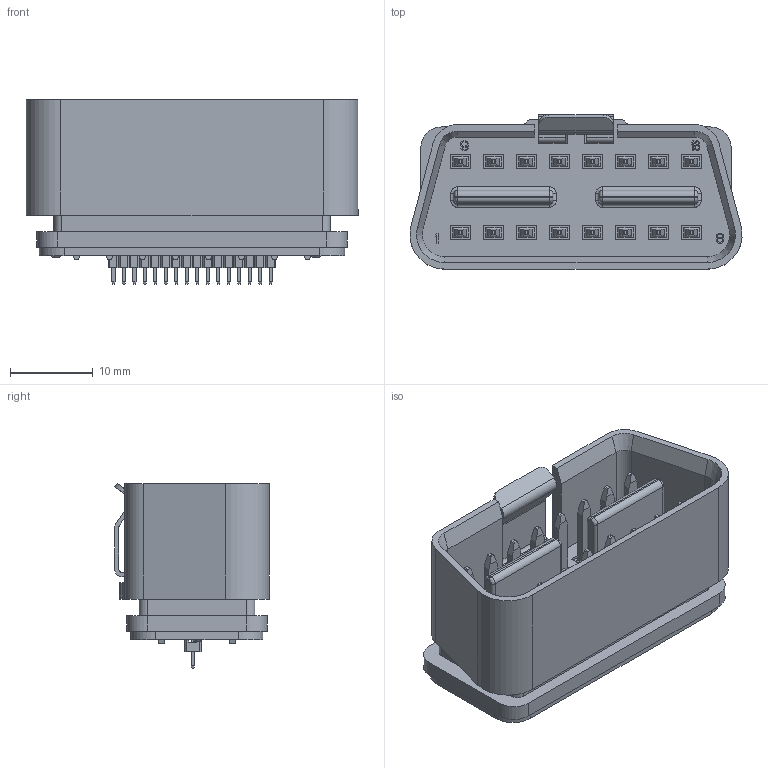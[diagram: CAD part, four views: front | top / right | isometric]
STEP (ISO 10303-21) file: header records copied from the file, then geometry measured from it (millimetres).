
FILE_DESCRIPTION((''),'2;1');
FILE_NAME('OBDXX_ASM','2024-09-19T',('gongchengVI'),(''),'PRO/ENGINEER BY PARAMETRIC TECHNOLOGY CORPORATION, 2010280','PRO/ENGINEER BY PARAMETRIC TECHNOLOGY CORPORATION, 2010280','');
FILE_SCHEMA(('CONFIG_CONTROL_DESIGN'));
Length unit declared in the file: millimetre
Products named in the file (9): HOUSING22337046TUX; PIN9-1622337046TUX; WAN-PIN37046TUX; PCB22337046TUX; LATCH704OK5TUX; PH127UX; PINUX; ASM0001UX_ASM; OBDXX_ASM
Assembly tree (79 placements, depth 3):
  OBDXX_ASM
    HOUSING22337046TUX
    PIN9-1622337046TUX
    WAN-PIN37046TUX
    PCB22337046TUX
    LATCH704OK5TUX
    ASM0001UX_ASM
      PH127UX
      PINUX  x72
Bounding box: 40.22 x 18.7 x 22.4 mm (x, y, z)
Volume: 5586 mm3; surface area: 9821.2 mm2
Topology: 92 solids, 92 shells, 2826 faces, 6889 edges, 4342 vertices
Faces by surface type: plane 2359, cylinder 443, bspline 16, cone 8
Entity records: 58253 total; most frequent: CARTESIAN_POINT 10847, ORIENTED_EDGE 9802, DIRECTION 9599, EDGE_CURVE 4901, VECTOR 3981, LINE 3981, VERTEX_POINT 3206, AXIS2_PLACEMENT_3D 2809
